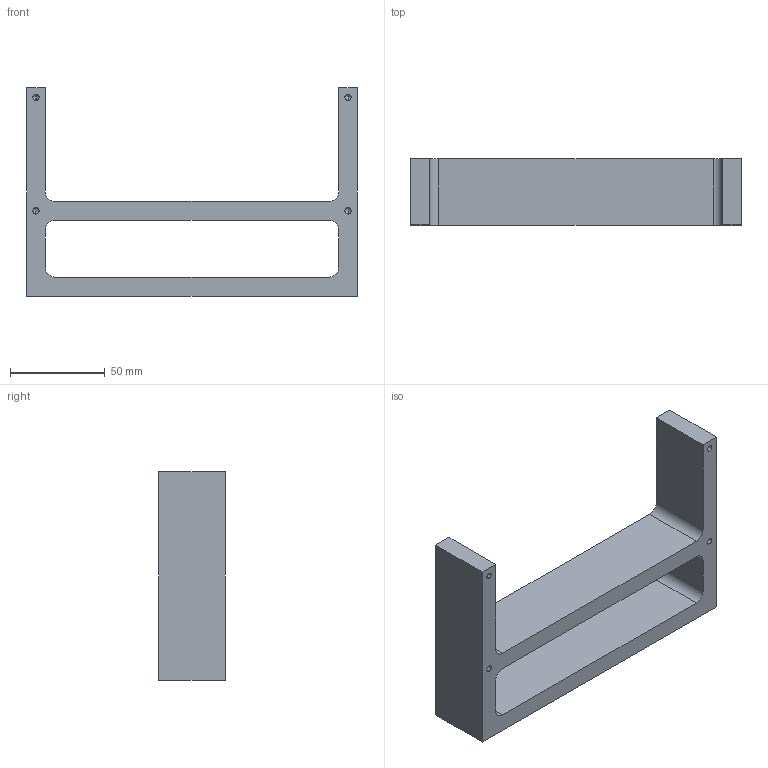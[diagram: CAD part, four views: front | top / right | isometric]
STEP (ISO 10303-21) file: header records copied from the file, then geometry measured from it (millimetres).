
FILE_DESCRIPTION (( 'STEP AP214' ), '1' );
FILE_NAME ('OA-Y40-P07-00.STEP', '2018-10-14T12:31:00', ( '' ), ( '' ), 'SwSTEP 2.0', 'SolidWorks 2014', '' );
FILE_SCHEMA (( 'AUTOMOTIVE_DESIGN' ));
Length unit declared in the file: millimetre
Products named in the file (1): OA-Y40-P07-00
Bounding box: 175 x 35 x 110 mm (x, y, z)
Volume: 185509.3 mm3; surface area: 48652.1 mm2
Topology: 1 solids, 1 shells, 52 faces, 134 edges, 76 vertices
Faces by surface type: cylinder 22, cone 16, plane 14
Entity records: 1676 total; most frequent: DIRECTION 268, CARTESIAN_POINT 247, ORIENTED_EDGE 236, EDGE_CURVE 118, AXIS2_PLACEMENT_3D 97, VERTEX_POINT 76, LINE 74, VECTOR 74
